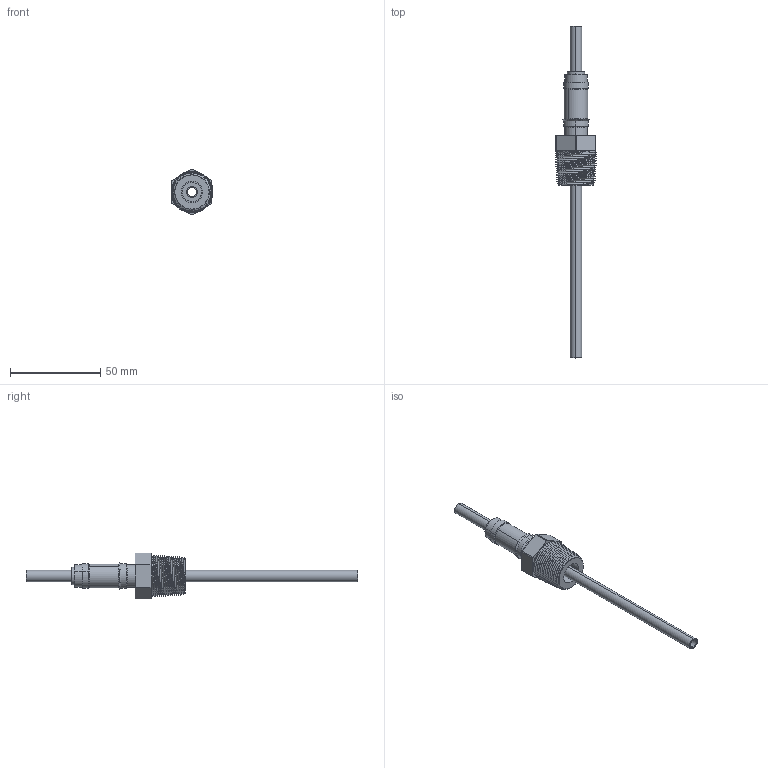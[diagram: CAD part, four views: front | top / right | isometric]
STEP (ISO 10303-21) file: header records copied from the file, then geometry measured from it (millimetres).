
FILE_DESCRIPTION (( 'STEP AP203' ), '1' );
FILE_NAME ('A0003-2-NPT.STEP', '2019-10-15T14:46:44', ( '' ), ( '' ), 'SwSTEP 2.0', 'SolidWorks 2019', '' );
FILE_SCHEMA (( 'CONFIG_CONTROL_DESIGN' ));
Length unit declared in the file: inch
Products named in the file (1): A0003-2-NPT
Bounding box: 23.26 x 184.15 x 25.4 mm (x, y, z)
Volume: 13831.6 mm3; surface area: 12425.1 mm2
Topology: 1 solids, 1 shells, 104 faces, 253 edges, 164 vertices
Faces by surface type: cone 40, cylinder 38, plane 23, bspline 3
Entity records: 10565 total; most frequent: CARTESIAN_POINT 8102, ORIENTED_EDGE 506, DIRECTION 472, EDGE_CURVE 253, AXIS2_PLACEMENT_3D 185, VERTEX_POINT 164, EDGE_LOOP 119, ADVANCED_FACE 104
